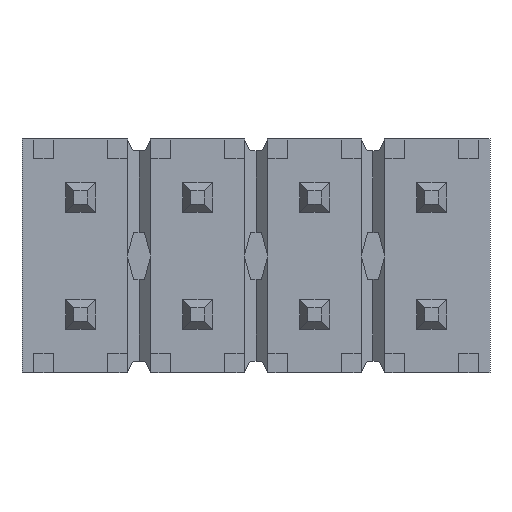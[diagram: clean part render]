
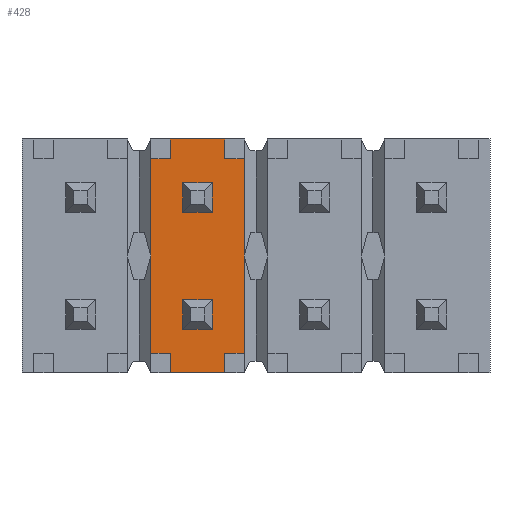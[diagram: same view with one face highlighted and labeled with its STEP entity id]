
A CAD part, front view. The second image highlights one B-rep face of the part: STEP entity #428.
In plain terms, the highlighted planar face has unit normal (0, -1, 0).
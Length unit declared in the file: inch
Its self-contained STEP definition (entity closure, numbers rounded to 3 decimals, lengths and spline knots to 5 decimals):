
#428 = ADVANCED_FACE( '', ( #1133, #1134, #1135 ), #1136, .T. );
#1133 = FACE_OUTER_BOUND( '', #2151, .T. );
#1134 = FACE_BOUND( '', #2152, .T. );
#1135 = FACE_BOUND( '', #2153, .T. );
#1136 = PLANE( '', #2154 );
#2151 = EDGE_LOOP( '', ( #3262, #3263, #3264, #3265, #3266, #3267, #3268, #3269, #3270, #3271, #3272, #3273, #3274, #3275 ) );
#2152 = EDGE_LOOP( '', ( #3276, #3277, #3278, #3279 ) );
#2153 = EDGE_LOOP( '', ( #3280, #3281, #3282, #3283 ) );
#2154 = AXIS2_PLACEMENT_3D( '', #3284, #3285, #3286 );
#3262 = ORIENTED_EDGE( '', *, *, #6112, .T. );
#3263 = ORIENTED_EDGE( '', *, *, #6113, .F. );
#3264 = ORIENTED_EDGE( '', *, *, #6114, .T. );
#3265 = ORIENTED_EDGE( '', *, *, #6115, .T. );
#3266 = ORIENTED_EDGE( '', *, *, #6116, .T. );
#3267 = ORIENTED_EDGE( '', *, *, #6117, .F. );
#3268 = ORIENTED_EDGE( '', *, *, #6118, .F. );
#3269 = ORIENTED_EDGE( '', *, *, #6119, .F. );
#3270 = ORIENTED_EDGE( '', *, *, #6120, .T. );
#3271 = ORIENTED_EDGE( '', *, *, #6121, .T. );
#3272 = ORIENTED_EDGE( '', *, *, #6053, .F. );
#3273 = ORIENTED_EDGE( '', *, *, #6122, .F. );
#3274 = ORIENTED_EDGE( '', *, *, #6087, .F. );
#3275 = ORIENTED_EDGE( '', *, *, #6123, .F. );
#3276 = ORIENTED_EDGE( '', *, *, #6124, .F. );
#3277 = ORIENTED_EDGE( '', *, *, #6037, .F. );
#3278 = ORIENTED_EDGE( '', *, *, #6094, .F. );
#3279 = ORIENTED_EDGE( '', *, *, #6125, .F. );
#3280 = ORIENTED_EDGE( '', *, *, #6126, .F. );
#3281 = ORIENTED_EDGE( '', *, *, #6127, .F. );
#3282 = ORIENTED_EDGE( '', *, *, #6128, .F. );
#3283 = ORIENTED_EDGE( '', *, *, #6129, .F. );
#3284 = CARTESIAN_POINT( '', ( -0.02688, 0.02, 0.2 ) );
#3285 = DIRECTION( '', ( 0., -1., 0. ) );
#3286 = DIRECTION( '', ( 0., 0., -1. ) );
#6037 = EDGE_CURVE( '', #7192, #7194, #7195, .T. );
#6053 = EDGE_CURVE( '', #7221, #7223, #7224, .T. );
#6087 = EDGE_CURVE( '', #7185, #7282, #7283, .T. );
#6094 = EDGE_CURVE( '', #7293, #7192, #7295, .T. );
#6112 = EDGE_CURVE( '', #7325, #7326, #7327, .T. );
#6113 = EDGE_CURVE( '', #7328, #7326, #7329, .T. );
#6114 = EDGE_CURVE( '', #7328, #7330, #7331, .T. );
#6115 = EDGE_CURVE( '', #7330, #7332, #7333, .T. );
#6116 = EDGE_CURVE( '', #7332, #7334, #7335, .T. );
#6117 = EDGE_CURVE( '', #7336, #7334, #7337, .T. );
#6118 = EDGE_CURVE( '', #7338, #7336, #7339, .T. );
#6119 = EDGE_CURVE( '', #7340, #7338, #7341, .T. );
#6120 = EDGE_CURVE( '', #7340, #7342, #7343, .T. );
#6121 = EDGE_CURVE( '', #7342, #7223, #7344, .T. );
#6122 = EDGE_CURVE( '', #7282, #7221, #7345, .T. );
#6123 = EDGE_CURVE( '', #7325, #7185, #7346, .T. );
#6124 = EDGE_CURVE( '', #7194, #7347, #7348, .T. );
#6125 = EDGE_CURVE( '', #7347, #7293, #7349, .T. );
#6126 = EDGE_CURVE( '', #7350, #7351, #7352, .T. );
#6127 = EDGE_CURVE( '', #7353, #7350, #7354, .T. );
#6128 = EDGE_CURVE( '', #7355, #7353, #7356, .T. );
#6129 = EDGE_CURVE( '', #7351, #7355, #7357, .T. );
#7185 = VERTEX_POINT( '', #8833 );
#7192 = VERTEX_POINT( '', #8843 );
#7194 = VERTEX_POINT( '', #8846 );
#7195 = LINE( '', #8847, #8848 );
#7221 = VERTEX_POINT( '', #8885 );
#7223 = VERTEX_POINT( '', #8888 );
#7224 = LINE( '', #8889, #8890 );
#7282 = VERTEX_POINT( '', #8974 );
#7283 = LINE( '', #8975, #8976 );
#7293 = VERTEX_POINT( '', #8990 );
#7295 = LINE( '', #8993, #8994 );
#7325 = VERTEX_POINT( '', #9037 );
#7326 = VERTEX_POINT( '', #9038 );
#7327 = LINE( '', #9039, #9040 );
#7328 = VERTEX_POINT( '', #9041 );
#7329 = LINE( '', #9042, #9043 );
#7330 = VERTEX_POINT( '', #9044 );
#7331 = LINE( '', #9045, #9046 );
#7332 = VERTEX_POINT( '', #9047 );
#7333 = LINE( '', #9048, #9049 );
#7334 = VERTEX_POINT( '', #9050 );
#7335 = LINE( '', #9051, #9052 );
#7336 = VERTEX_POINT( '', #9053 );
#7337 = LINE( '', #9054, #9055 );
#7338 = VERTEX_POINT( '', #9056 );
#7339 = LINE( '', #9057, #9058 );
#7340 = VERTEX_POINT( '', #9059 );
#7341 = LINE( '', #9060, #9061 );
#7342 = VERTEX_POINT( '', #9062 );
#7343 = LINE( '', #9063, #9064 );
#7344 = LINE( '', #9065, #9066 );
#7345 = LINE( '', #9067, #9068 );
#7346 = LINE( '', #9069, #9070 );
#7347 = VERTEX_POINT( '', #9071 );
#7348 = LINE( '', #9072, #9073 );
#7349 = LINE( '', #9074, #9075 );
#7350 = VERTEX_POINT( '', #9076 );
#7351 = VERTEX_POINT( '', #9077 );
#7352 = LINE( '', #9078, #9079 );
#7353 = VERTEX_POINT( '', #9080 );
#7354 = LINE( '', #9081, #9082 );
#7355 = VERTEX_POINT( '', #9083 );
#7356 = LINE( '', #9084, #9085 );
#7357 = LINE( '', #9086, #9087 );
#8833 = CARTESIAN_POINT( '', ( -0.01, 0.02, 0. ) );
#8843 = CARTESIAN_POINT( '', ( -0.0375, 0.02, 0.0625 ) );
#8846 = CARTESIAN_POINT( '', ( -0.0625, 0.02, 0.0625 ) );
#8847 = CARTESIAN_POINT( '', ( -0.0625, 0.02, 0.0625 ) );
#8848 = VECTOR( '', #11220, 39.37008 );
#8885 = CARTESIAN_POINT( '', ( -0.02688, 0.02, -0.083 ) );
#8888 = CARTESIAN_POINT( '', ( -0.02688, 0.02, -0.1 ) );
#8889 = CARTESIAN_POINT( '', ( -0.02688, 0.02, 0.2 ) );
#8890 = VECTOR( '', #11233, 39.37008 );
#8974 = CARTESIAN_POINT( '', ( -0.01, 0.02, -0.083 ) );
#8975 = CARTESIAN_POINT( '', ( -0.01, 0.02, 0.4 ) );
#8976 = VECTOR( '', #11260, 39.37008 );
#8990 = CARTESIAN_POINT( '', ( -0.0375, 0.02, 0.0375 ) );
#8993 = CARTESIAN_POINT( '', ( -0.0375, 0.02, 0.0625 ) );
#8994 = VECTOR( '', #11266, 39.37008 );
#9037 = CARTESIAN_POINT( '', ( -0.01, 0.02, 0.083 ) );
#9038 = CARTESIAN_POINT( '', ( -0.02688, 0.02, 0.083 ) );
#9039 = CARTESIAN_POINT( '', ( 0.4, 0.02, 0.083 ) );
#9040 = VECTOR( '', #11280, 39.37008 );
#9041 = CARTESIAN_POINT( '', ( -0.02688, 0.02, 0.1 ) );
#9042 = CARTESIAN_POINT( '', ( -0.02688, 0.02, 0.2 ) );
#9043 = VECTOR( '', #11281, 39.37008 );
#9044 = CARTESIAN_POINT( '', ( -0.07312, 0.02, 0.1 ) );
#9045 = CARTESIAN_POINT( '', ( -0.2, 0.02, 0.1 ) );
#9046 = VECTOR( '', #11282, 39.37008 );
#9047 = CARTESIAN_POINT( '', ( -0.07312, 0.02, 0.083 ) );
#9048 = CARTESIAN_POINT( '', ( -0.07312, 0.02, 0.2 ) );
#9049 = VECTOR( '', #11283, 39.37008 );
#9050 = CARTESIAN_POINT( '', ( -0.09, 0.02, 0.083 ) );
#9051 = CARTESIAN_POINT( '', ( 0.4, 0.02, 0.083 ) );
#9052 = VECTOR( '', #11284, 39.37008 );
#9053 = CARTESIAN_POINT( '', ( -0.09, 0.02, 0. ) );
#9054 = CARTESIAN_POINT( '', ( -0.09, 0.02, 0.4 ) );
#9055 = VECTOR( '', #11285, 39.37008 );
#9056 = CARTESIAN_POINT( '', ( -0.09, 0.02, -0.083 ) );
#9057 = CARTESIAN_POINT( '', ( -0.09, 0.02, 0.4 ) );
#9058 = VECTOR( '', #11286, 39.37008 );
#9059 = CARTESIAN_POINT( '', ( -0.07312, 0.02, -0.083 ) );
#9060 = CARTESIAN_POINT( '', ( 0.4, 0.02, -0.083 ) );
#9061 = VECTOR( '', #11287, 39.37008 );
#9062 = CARTESIAN_POINT( '', ( -0.07312, 0.02, -0.1 ) );
#9063 = CARTESIAN_POINT( '', ( -0.07312, 0.02, 0.2 ) );
#9064 = VECTOR( '', #11288, 39.37008 );
#9065 = CARTESIAN_POINT( '', ( 0.2, 0.02, -0.1 ) );
#9066 = VECTOR( '', #11289, 39.37008 );
#9067 = CARTESIAN_POINT( '', ( 0.4, 0.02, -0.083 ) );
#9068 = VECTOR( '', #11290, 39.37008 );
#9069 = CARTESIAN_POINT( '', ( -0.01, 0.02, 0.4 ) );
#9070 = VECTOR( '', #11291, 39.37008 );
#9071 = CARTESIAN_POINT( '', ( -0.0625, 0.02, 0.0375 ) );
#9072 = CARTESIAN_POINT( '', ( -0.0625, 0.02, 0.0375 ) );
#9073 = VECTOR( '', #11292, 39.37008 );
#9074 = CARTESIAN_POINT( '', ( -0.0375, 0.02, 0.0375 ) );
#9075 = VECTOR( '', #11293, 39.37008 );
#9076 = CARTESIAN_POINT( '', ( -0.0625, 0.02, -0.0375 ) );
#9077 = CARTESIAN_POINT( '', ( -0.0625, 0.02, -0.0625 ) );
#9078 = CARTESIAN_POINT( '', ( -0.0625, 0.02, -0.0625 ) );
#9079 = VECTOR( '', #11294, 39.37008 );
#9080 = CARTESIAN_POINT( '', ( -0.0375, 0.02, -0.0375 ) );
#9081 = CARTESIAN_POINT( '', ( -0.0625, 0.02, -0.0375 ) );
#9082 = VECTOR( '', #11295, 39.37008 );
#9083 = CARTESIAN_POINT( '', ( -0.0375, 0.02, -0.0625 ) );
#9084 = CARTESIAN_POINT( '', ( -0.0375, 0.02, -0.0375 ) );
#9085 = VECTOR( '', #11296, 39.37008 );
#9086 = CARTESIAN_POINT( '', ( -0.0375, 0.02, -0.0625 ) );
#9087 = VECTOR( '', #11297, 39.37008 );
#11220 = DIRECTION( '', ( -1., 0., 0. ) );
#11233 = DIRECTION( '', ( 0., 0., -1. ) );
#11260 = DIRECTION( '', ( 0., 0., -1. ) );
#11266 = DIRECTION( '', ( 0., 0., 1. ) );
#11280 = DIRECTION( '', ( -1., 0., 0. ) );
#11281 = DIRECTION( '', ( 0., 0., -1. ) );
#11282 = DIRECTION( '', ( -1., 0., 0. ) );
#11283 = DIRECTION( '', ( 0., 0., -1. ) );
#11284 = DIRECTION( '', ( -1., 0., 0. ) );
#11285 = DIRECTION( '', ( 0., 0., 1. ) );
#11286 = DIRECTION( '', ( 0., 0., 1. ) );
#11287 = DIRECTION( '', ( -1., 0., 0. ) );
#11288 = DIRECTION( '', ( 0., 0., -1. ) );
#11289 = DIRECTION( '', ( 1., 0., 0. ) );
#11290 = DIRECTION( '', ( -1., 0., 0. ) );
#11291 = DIRECTION( '', ( 0., 0., -1. ) );
#11292 = DIRECTION( '', ( 0., 0., -1. ) );
#11293 = DIRECTION( '', ( 1., 0., 0. ) );
#11294 = DIRECTION( '', ( 0., 0., -1. ) );
#11295 = DIRECTION( '', ( -1., 0., 0. ) );
#11296 = DIRECTION( '', ( 0., 0., 1. ) );
#11297 = DIRECTION( '', ( 1., 0., 0. ) );
